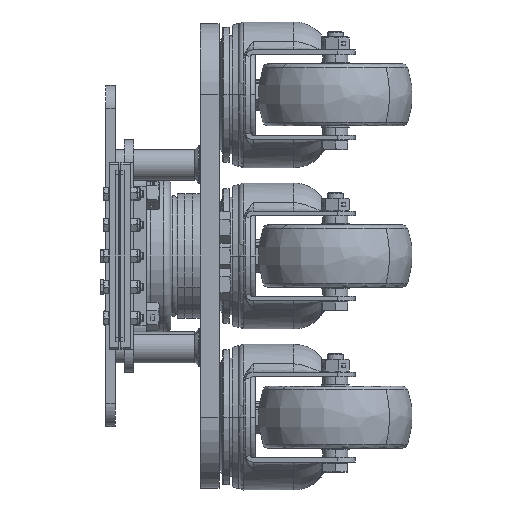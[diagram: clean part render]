
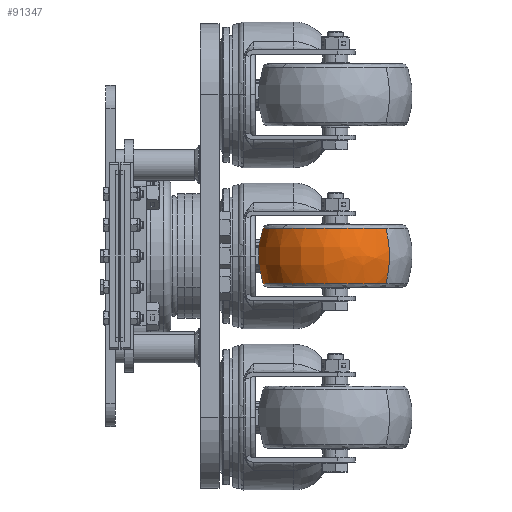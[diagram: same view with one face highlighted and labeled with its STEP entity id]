
A CAD part, left-side view. The second image highlights one B-rep face of the part: STEP entity #91347.
In plain terms, the highlighted free-form (B-spline) face has degree [3, 3] with [4, 4] control points.
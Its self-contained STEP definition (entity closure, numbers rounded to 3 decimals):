
#1929 = ORIENTED_EDGE ( 'NONE', *, *, #122103, .T. ) ;
#3598 = DIRECTION ( 'NONE',  ( 0.716, 0.699, 0. ) ) ;
#3610 = VERTEX_POINT ( 'NONE', #130652 ) ;
#3717 = AXIS2_PLACEMENT_3D ( 'NONE', #63226, #41030, #30197 ) ;
#5756 = EDGE_CURVE ( 'NONE', #102900, #135925, #128444, .T. ) ;
#7621 = CARTESIAN_POINT ( 'NONE',  ( 146.141, -21.105, -6.182 ) ) ;
#9050 = CARTESIAN_POINT ( 'NONE',  ( 148.343, -96.553, -17.742 ) ) ;
#9468 = VERTEX_POINT ( 'NONE', #95675 ) ;
#10591 = AXIS2_PLACEMENT_3D ( 'NONE', #123716, #68367, #3598 ) ;
#18544 = CARTESIAN_POINT ( 'NONE',  ( 149.132, -30.448, 17.742 ) ) ;
#22740 = DIRECTION ( 'NONE',  ( 0.716, 0.699, 0. ) ) ;
#27523 = CARTESIAN_POINT ( 'NONE',  ( 214.447, -97.343, 17.742 ) ) ;
#27994 = CARTESIAN_POINT ( 'NONE',  ( 82.238, -95.763, 17.742 ) ) ;
#28079 = AXIS2_PLACEMENT_3D ( 'NONE', #56892, #35158, #87548 ) ;
#28924 = CARTESIAN_POINT ( 'NONE',  ( 217.586, -94.277, 6.182 ) ) ;
#29399 = CARTESIAN_POINT ( 'NONE',  ( 144.414, -165.723, -6.182 ) ) ;
#30101 = CARTESIAN_POINT ( 'NONE',  ( 214.447, -97.343, 17.742 ) ) ;
#30105 = AXIS2_PLACEMENT_3D ( 'NONE', #54788, #107808, #128525 ) ;
#30197 = DIRECTION ( 'NONE',  ( 0.716, 0.699, 0. ) ) ;
#30458 = ORIENTED_EDGE ( 'NONE', *, *, #5756, .T. ) ;
#34285 = VERTEX_POINT ( 'NONE', #56688 ) ;
#35158 = DIRECTION ( 'NONE',  ( 0.699, -0.716, 0. ) ) ;
#35841 = AXIS2_PLACEMENT_3D ( 'NONE', #55691, #78738, #133135 ) ;
#37407 = CIRCLE ( 'NONE', #30105, 46.746 ) ;
#39774 = CARTESIAN_POINT ( 'NONE',  ( 144.414, -165.723, 6.182 ) ) ;
#41030 = DIRECTION ( 'NONE',  ( 0., 0., -1. ) ) ;
#43254 = CIRCLE ( 'NONE', #28079, 50. ) ;
#49236 = CARTESIAN_POINT ( 'NONE',  ( 72.969, -92.55, 6.182 ) ) ;
#50470 = ORIENTED_EDGE ( 'NONE', *, *, #129128, .T. ) ;
#51174 = CIRCLE ( 'NONE', #3717, 46.746 ) ;
#54788 = CARTESIAN_POINT ( 'NONE',  ( 181., -130., -17.742 ) ) ;
#55345 = CARTESIAN_POINT ( 'NONE',  ( 181., -130., 17.742 ) ) ;
#55691 = CARTESIAN_POINT ( 'NONE',  ( 181., -130., 0. ) ) ;
#56688 = CARTESIAN_POINT ( 'NONE',  ( 147.553, -162.657, 17.742 ) ) ;
#56892 = CARTESIAN_POINT ( 'NONE',  ( 181., -130., 0. ) ) ;
#60130 = CARTESIAN_POINT ( 'NONE',  ( 217.586, -94.277, -6.182 ) ) ;
#63226 = CARTESIAN_POINT ( 'NONE',  ( 181., -130., 17.742 ) ) ;
#67518 = EDGE_LOOP ( 'NONE', ( #119379, #122266, #50470, #30458, #79110, #1929 ) ) ;
#68367 = DIRECTION ( 'NONE',  ( 0., 0., 1. ) ) ;
#69282 = CIRCLE ( 'NONE', #10591, 46.746 ) ;
#73246 = CARTESIAN_POINT ( 'NONE',  ( 214.447, -97.343, -17.742 ) ) ;
#73728 = CARTESIAN_POINT ( 'NONE',  ( 149.132, -30.448, -17.742 ) ) ;
#76088 = DIRECTION ( 'NONE',  ( 0., 0., -1. ) ) ;
#78738 = DIRECTION ( 'NONE',  ( -0.699, 0.716, 0. ) ) ;
#79110 = ORIENTED_EDGE ( 'NONE', *, *, #119414, .T. ) ;
#87548 = DIRECTION ( 'NONE',  ( 0., 0., 1. ) ) ;
#91347 = ADVANCED_FACE ( 'NONE', ( #100248 ), #105742, .T. ) ;
#94097 = CARTESIAN_POINT ( 'NONE',  ( 72.969, -92.55, -6.182 ) ) ;
#95675 = CARTESIAN_POINT ( 'NONE',  ( 148.343, -96.553, 17.742 ) ) ;
#96476 = CARTESIAN_POINT ( 'NONE',  ( 82.238, -95.763, -17.742 ) ) ;
#97656 = AXIS2_PLACEMENT_3D ( 'NONE', #55345, #76088, #22740 ) ;
#100248 = FACE_OUTER_BOUND ( 'NONE', #67518, .T. ) ;
#102900 = VERTEX_POINT ( 'NONE', #30101 ) ;
#103192 = CARTESIAN_POINT ( 'NONE',  ( 146.141, -21.105, 6.182 ) ) ;
#104109 = CARTESIAN_POINT ( 'NONE',  ( 147.553, -162.657, 17.742 ) ) ;
#104320 = EDGE_CURVE ( 'NONE', #34285, #9468, #111586, .T. ) ;
#105141 = EDGE_CURVE ( 'NONE', #34285, #3610, #43254, .T. ) ;
#105742 =( BOUNDED_SURFACE ( )  B_SPLINE_SURFACE ( 3, 3, ( 
 ( #27523, #18544, #27994, #104109 ),
 ( #28924, #103192, #49236, #39774 ),
 ( #60130, #7621, #94097, #29399 ),
 ( #73246, #73728, #96476, #116403 ) ),
 .UNSPECIFIED., .F., .F., .F. ) 
 B_SPLINE_SURFACE_WITH_KNOTS ( ( 4, 4 ),
 ( 4, 4 ),
 ( 0., 1. ),
 ( 0., 1. ),
 .UNSPECIFIED. ) 
 GEOMETRIC_REPRESENTATION_ITEM ( )  RATIONAL_B_SPLINE_SURFACE ( (
 ( 1., 0.333, 0.333, 1.),
 ( 0.957, 0.319, 0.319, 0.957),
 ( 0.957, 0.319, 0.319, 0.957),
 ( 1., 0.333, 0.333, 1.) ) ) 
 REPRESENTATION_ITEM ( '' )  SURFACE ( )  );
#107788 = VERTEX_POINT ( 'NONE', #9050 ) ;
#107808 = DIRECTION ( 'NONE',  ( 0., 0., 1. ) ) ;
#111586 = CIRCLE ( 'NONE', #97656, 46.746 ) ;
#116403 = CARTESIAN_POINT ( 'NONE',  ( 147.553, -162.657, -17.742 ) ) ;
#119379 = ORIENTED_EDGE ( 'NONE', *, *, #105141, .F. ) ;
#119414 = EDGE_CURVE ( 'NONE', #135925, #107788, #37407, .T. ) ;
#122103 = EDGE_CURVE ( 'NONE', #107788, #3610, #69282, .T. ) ;
#122266 = ORIENTED_EDGE ( 'NONE', *, *, #104320, .T. ) ;
#123716 = CARTESIAN_POINT ( 'NONE',  ( 181., -130., -17.742 ) ) ;
#128444 = CIRCLE ( 'NONE', #35841, 50. ) ;
#128525 = DIRECTION ( 'NONE',  ( 0.716, 0.699, 0. ) ) ;
#129128 = EDGE_CURVE ( 'NONE', #9468, #102900, #51174, .T. ) ;
#130652 = CARTESIAN_POINT ( 'NONE',  ( 147.553, -162.657, -17.742 ) ) ;
#133135 = DIRECTION ( 'NONE',  ( 0., 0., 1. ) ) ;
#133219 = CARTESIAN_POINT ( 'NONE',  ( 214.447, -97.343, -17.742 ) ) ;
#135925 = VERTEX_POINT ( 'NONE', #133219 ) ;
